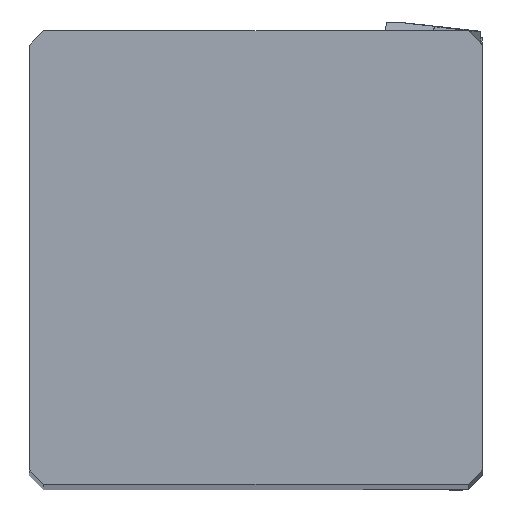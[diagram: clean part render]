
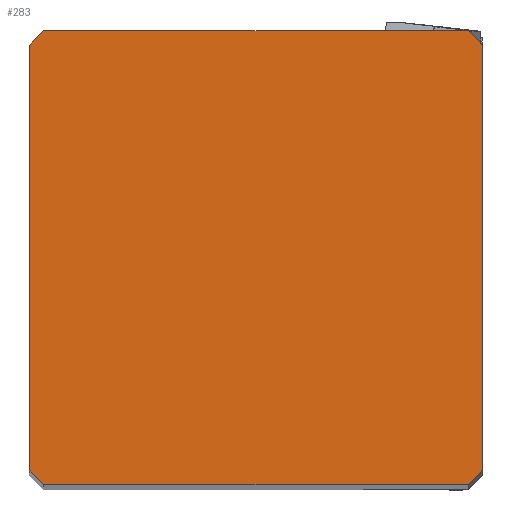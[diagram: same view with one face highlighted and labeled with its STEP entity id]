
A CAD part, top view. The second image highlights one B-rep face of the part: STEP entity #283.
In plain terms, the highlighted planar face has unit normal (0, 0, 1).
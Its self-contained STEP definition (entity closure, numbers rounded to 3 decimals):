
#151=FACE_OUTER_BOUND('',#614,.T.);
#283=ADVANCED_FACE('',(#151),#396,.T.);
#396=PLANE('',#2920);
#614=EDGE_LOOP('',(#984,#985,#986,#987,#988,#989,#990,#991));
#984=ORIENTED_EDGE('',*,*,#1894,.F.);
#985=ORIENTED_EDGE('',*,*,#1893,.T.);
#986=ORIENTED_EDGE('',*,*,#1895,.F.);
#987=ORIENTED_EDGE('',*,*,#1896,.F.);
#988=ORIENTED_EDGE('',*,*,#1897,.F.);
#989=ORIENTED_EDGE('',*,*,#1898,.T.);
#990=ORIENTED_EDGE('',*,*,#1899,.F.);
#991=ORIENTED_EDGE('',*,*,#1900,.F.);
#1577=VERTEX_POINT('',#4536);
#1589=VERTEX_POINT('',#4560);
#1590=VERTEX_POINT('',#4564);
#1591=VERTEX_POINT('',#4566);
#1592=VERTEX_POINT('',#4568);
#1593=VERTEX_POINT('',#4570);
#1594=VERTEX_POINT('',#4572);
#1595=VERTEX_POINT('',#4574);
#1893=EDGE_CURVE('',#1577,#1589,#2369,.T.);
#1894=EDGE_CURVE('',#1577,#1590,#2370,.T.);
#1895=EDGE_CURVE('',#1591,#1589,#2371,.T.);
#1896=EDGE_CURVE('',#1592,#1591,#2372,.T.);
#1897=EDGE_CURVE('',#1593,#1592,#2373,.T.);
#1898=EDGE_CURVE('',#1593,#1594,#2374,.T.);
#1899=EDGE_CURVE('',#1595,#1594,#2375,.T.);
#1900=EDGE_CURVE('',#1590,#1595,#2376,.T.);
#2369=LINE('',#4561,#2629);
#2370=LINE('',#4563,#2630);
#2371=LINE('',#4565,#2631);
#2372=LINE('',#4567,#2632);
#2373=LINE('',#4569,#2633);
#2374=LINE('',#4571,#2634);
#2375=LINE('',#4573,#2635);
#2376=LINE('',#4575,#2636);
#2629=VECTOR('',#3334,1.);
#2630=VECTOR('',#3337,1.);
#2631=VECTOR('',#3338,1.);
#2632=VECTOR('',#3339,1.);
#2633=VECTOR('',#3340,1.);
#2634=VECTOR('',#3341,1.);
#2635=VECTOR('',#3342,1.);
#2636=VECTOR('',#3343,1.);
#2920=AXIS2_PLACEMENT_3D('',#4576,#3344,#3345);
#3334=DIRECTION('',(1.,0.,0.));
#3337=DIRECTION('',(-0.707,0.707,0.));
#3338=DIRECTION('',(-0.707,-0.707,0.));
#3339=DIRECTION('',(0.,-1.,0.));
#3340=DIRECTION('',(0.707,-0.707,0.));
#3341=DIRECTION('',(-1.,0.,0.));
#3342=DIRECTION('',(0.707,0.707,0.));
#3343=DIRECTION('',(0.,1.,0.));
#3344=DIRECTION('',(0.,0.,1.));
#3345=DIRECTION('',(-1.,0.,0.));
#4536=CARTESIAN_POINT('',(0.5,0.,0.));
#4560=CARTESIAN_POINT('',(15.5,0.,0.));
#4561=CARTESIAN_POINT('',(0.5,0.,0.));
#4563=CARTESIAN_POINT('',(0.5,0.,0.));
#4564=CARTESIAN_POINT('',(0.,0.5,0.));
#4565=CARTESIAN_POINT('',(16.,0.5,0.));
#4566=CARTESIAN_POINT('',(16.,0.5,0.));
#4567=CARTESIAN_POINT('',(16.,15.5,0.));
#4568=CARTESIAN_POINT('',(16.,15.5,0.));
#4569=CARTESIAN_POINT('',(15.5,16.,0.));
#4570=CARTESIAN_POINT('',(15.5,16.,0.));
#4571=CARTESIAN_POINT('',(15.5,16.,0.));
#4572=CARTESIAN_POINT('',(0.5,16.,0.));
#4573=CARTESIAN_POINT('',(0.,15.5,0.));
#4574=CARTESIAN_POINT('',(0.,15.5,0.));
#4575=CARTESIAN_POINT('',(0.,0.5,0.));
#4576=CARTESIAN_POINT('',(8.,8.,0.));
